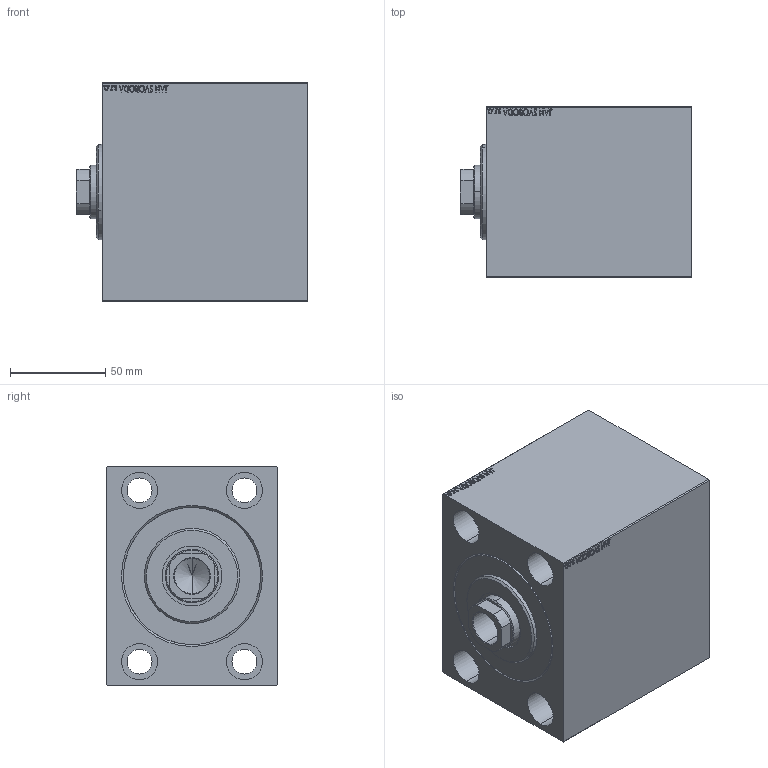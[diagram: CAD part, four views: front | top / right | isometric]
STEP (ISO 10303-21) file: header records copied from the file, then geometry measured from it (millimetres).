
FILE_DESCRIPTION (( 'STEP AP203' ), '1' );
FILE_NAME ('8d92.STEP', '2022-04-17T01:35:24', ( '' ), ( '' ), 'SwSTEP 2.0', 'SolidWorks 2019', '' );
FILE_SCHEMA (( 'CONFIG_CONTROL_DESIGN' ));
Length unit declared in the file: millimetre
Products named in the file (4): 8d92; V450CM_C_Body 5d316bc77fca91dde0730c7a3a9a9550; V450CM_VC_B 5d316bc77fca91dde0730c7a3a9a9550; V450CM_C_VCP 5d316bc77fca91dde0730c7a3a9a9550
Assembly tree (3 placements, depth 2):
  8d92
    V450CM_C_Body 5d316bc77fca91dde0730c7a3a9a9550
    V450CM_C_VCP 5d316bc77fca91dde0730c7a3a9a9550
    V450CM_VC_B 5d316bc77fca91dde0730c7a3a9a9550
Bounding box: 121.5 x 90 x 115 mm (x, y, z)
Volume: 966877 mm3; surface area: 139709.8 mm2
Topology: 3 solids, 3 shells, 861 faces, 2214 edges, 1467 vertices
Faces by surface type: plane 409, bspline 380, cylinder 58, cone 14
Entity records: 43948 total; most frequent: CARTESIAN_POINT 25046, ORIENTED_EDGE 4424, DIRECTION 2558, EDGE_CURVE 2212, VERTEX_POINT 1467, VECTOR 1304, LINE 1304, EDGE_LOOP 985
